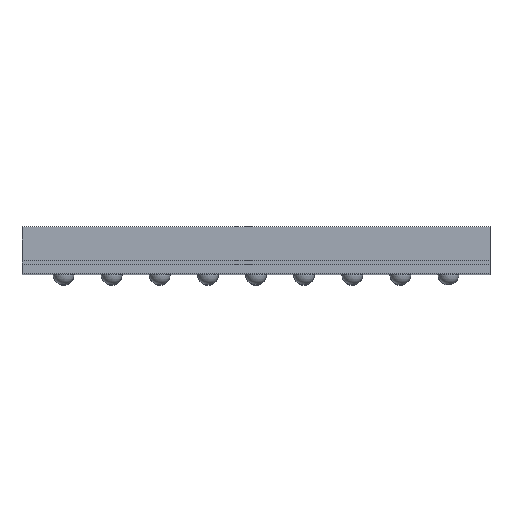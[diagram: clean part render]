
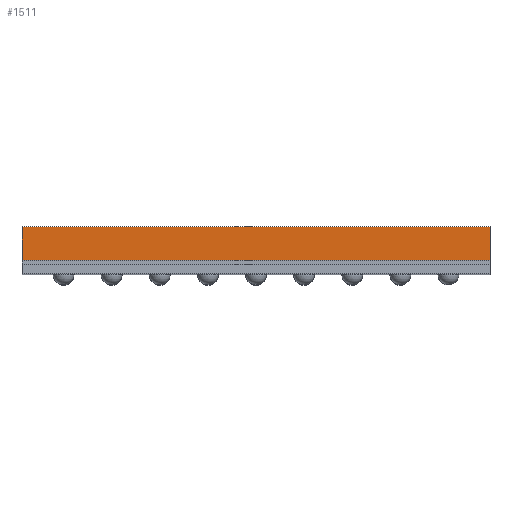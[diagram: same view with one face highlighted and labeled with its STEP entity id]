
A CAD part, top view. The second image highlights one B-rep face of the part: STEP entity #1511.
In plain terms, the highlighted planar face has unit normal (0, 0, 1).
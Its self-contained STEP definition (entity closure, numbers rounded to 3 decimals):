
#124=LINE('',#2673,#164);
#125=LINE('',#2676,#165);
#126=LINE('',#2678,#166);
#127=LINE('',#2679,#167);
#164=VECTOR('',#2239,10.);
#165=VECTOR('',#2242,10.);
#166=VECTOR('',#2243,10.);
#167=VECTOR('',#2244,10.);
#187=PLANE('',#1759);
#275=FACE_OUTER_BOUND('',#433,.T.);
#433=EDGE_LOOP('',(#1256,#1257,#1258,#1259));
#734=VERTEX_POINT('',#2666);
#737=VERTEX_POINT('',#2671);
#738=VERTEX_POINT('',#2675);
#739=VERTEX_POINT('',#2677);
#911=EDGE_CURVE('',#734,#737,#124,.T.);
#912=EDGE_CURVE('',#738,#734,#125,.T.);
#913=EDGE_CURVE('',#739,#737,#126,.T.);
#914=EDGE_CURVE('',#738,#739,#127,.T.);
#1256=ORIENTED_EDGE('',*,*,#912,.T.);
#1257=ORIENTED_EDGE('',*,*,#911,.T.);
#1258=ORIENTED_EDGE('',*,*,#913,.F.);
#1259=ORIENTED_EDGE('',*,*,#914,.F.);
#1511=ADVANCED_FACE('',(#275),#187,.T.);
#1759=AXIS2_PLACEMENT_3D('',#2674,#2240,#2241);
#2239=DIRECTION('',(0.,1.,0.));
#2240=DIRECTION('center_axis',(0.,0.,1.));
#2241=DIRECTION('ref_axis',(1.,0.,0.));
#2242=DIRECTION('',(1.,0.,0.));
#2243=DIRECTION('',(1.,0.,0.));
#2244=DIRECTION('',(0.,1.,0.));
#2666=CARTESIAN_POINT('',(2.773,0.29,2.783));
#2671=CARTESIAN_POINT('',(2.773,0.69,2.783));
#2673=CARTESIAN_POINT('',(2.773,0.29,2.783));
#2674=CARTESIAN_POINT('Origin',(-2.773,0.29,2.783));
#2675=CARTESIAN_POINT('',(-2.773,0.29,2.783));
#2676=CARTESIAN_POINT('',(-2.773,0.29,2.783));
#2677=CARTESIAN_POINT('',(-2.773,0.69,2.783));
#2678=CARTESIAN_POINT('',(-2.773,0.69,2.783));
#2679=CARTESIAN_POINT('',(-2.773,0.29,2.783));
